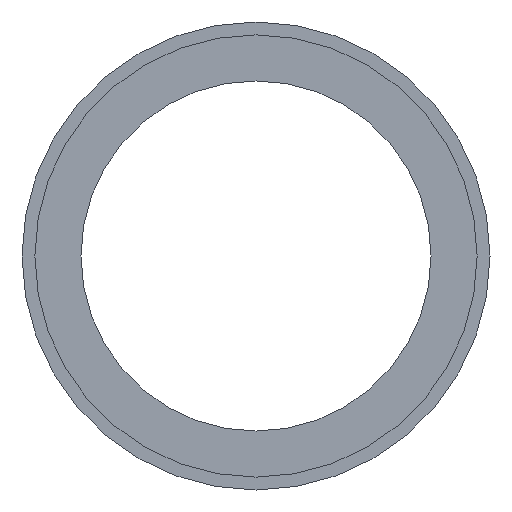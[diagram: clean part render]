
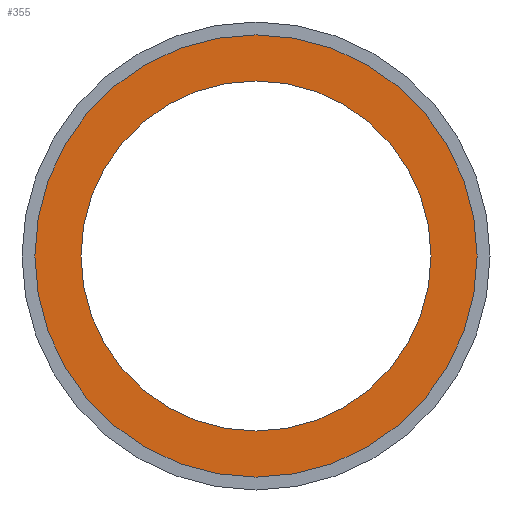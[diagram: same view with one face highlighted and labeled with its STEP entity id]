
A CAD part, front view. The second image highlights one B-rep face of the part: STEP entity #355.
In plain terms, the highlighted planar face has unit normal (0, -1, 0).
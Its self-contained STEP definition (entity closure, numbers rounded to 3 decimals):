
#5 = EDGE_LOOP ( 'NONE', ( #455, #282 ) ) ;
#8 = DIRECTION ( 'NONE',  ( 0., -1., 0. ) ) ;
#30 = DIRECTION ( 'NONE',  ( 0., 0., -1. ) ) ;
#50 = ORIENTED_EDGE ( 'NONE', *, *, #79, .F. ) ;
#59 = CIRCLE ( 'NONE', #618, 19. ) ;
#67 = DIRECTION ( 'NONE',  ( 0., -1., 0. ) ) ;
#79 = EDGE_CURVE ( 'NONE', #423, #632, #422, .T. ) ;
#94 = DIRECTION ( 'NONE',  ( 0., 0., -1. ) ) ;
#114 = DIRECTION ( 'NONE',  ( 0., 0., -1. ) ) ;
#119 = EDGE_LOOP ( 'NONE', ( #470, #50 ) ) ;
#122 = DIRECTION ( 'NONE',  ( 0., 0., -1. ) ) ;
#124 = PLANE ( 'NONE',  #668 ) ;
#146 = CARTESIAN_POINT ( 'NONE',  ( 0., 0., 24. ) ) ;
#156 = AXIS2_PLACEMENT_3D ( 'NONE', #425, #182, #122 ) ;
#160 = CIRCLE ( 'NONE', #493, 24. ) ;
#181 = CARTESIAN_POINT ( 'NONE',  ( 0., 0., -24. ) ) ;
#182 = DIRECTION ( 'NONE',  ( 0., -1., 0. ) ) ;
#191 = EDGE_CURVE ( 'NONE', #387, #657, #385, .T. ) ;
#226 = CARTESIAN_POINT ( 'NONE',  ( 0., 0., 0. ) ) ;
#245 = DIRECTION ( 'NONE',  ( 0., 0., -1. ) ) ;
#282 = ORIENTED_EDGE ( 'NONE', *, *, #473, .T. ) ;
#321 = CARTESIAN_POINT ( 'NONE',  ( 0., 0., 0. ) ) ;
#354 = CARTESIAN_POINT ( 'NONE',  ( 19., 0., 0. ) ) ;
#355 = ADVANCED_FACE ( 'NONE', ( #428, #654 ), #124, .T. ) ;
#385 = CIRCLE ( 'NONE', #156, 24. ) ;
#387 = VERTEX_POINT ( 'NONE', #181 ) ;
#407 = AXIS2_PLACEMENT_3D ( 'NONE', #226, #445, #94 ) ;
#422 = CIRCLE ( 'NONE', #407, 19. ) ;
#423 = VERTEX_POINT ( 'NONE', #677 ) ;
#425 = CARTESIAN_POINT ( 'NONE',  ( 0., 0., 0. ) ) ;
#428 = FACE_OUTER_BOUND ( 'NONE', #5, .T. ) ;
#445 = DIRECTION ( 'NONE',  ( 0., -1., 0. ) ) ;
#455 = ORIENTED_EDGE ( 'NONE', *, *, #191, .T. ) ;
#470 = ORIENTED_EDGE ( 'NONE', *, *, #620, .F. ) ;
#473 = EDGE_CURVE ( 'NONE', #657, #387, #160, .T. ) ;
#489 = CARTESIAN_POINT ( 'NONE',  ( 0., 0., -19. ) ) ;
#493 = AXIS2_PLACEMENT_3D ( 'NONE', #574, #8, #245 ) ;
#574 = CARTESIAN_POINT ( 'NONE',  ( 0., 0., 0. ) ) ;
#618 = AXIS2_PLACEMENT_3D ( 'NONE', #321, #699, #30 ) ;
#620 = EDGE_CURVE ( 'NONE', #632, #423, #59, .T. ) ;
#632 = VERTEX_POINT ( 'NONE', #489 ) ;
#654 = FACE_BOUND ( 'NONE', #119, .T. ) ;
#657 = VERTEX_POINT ( 'NONE', #146 ) ;
#668 = AXIS2_PLACEMENT_3D ( 'NONE', #354, #67, #114 ) ;
#677 = CARTESIAN_POINT ( 'NONE',  ( 0., 0., 19. ) ) ;
#699 = DIRECTION ( 'NONE',  ( 0., -1., 0. ) ) ;
